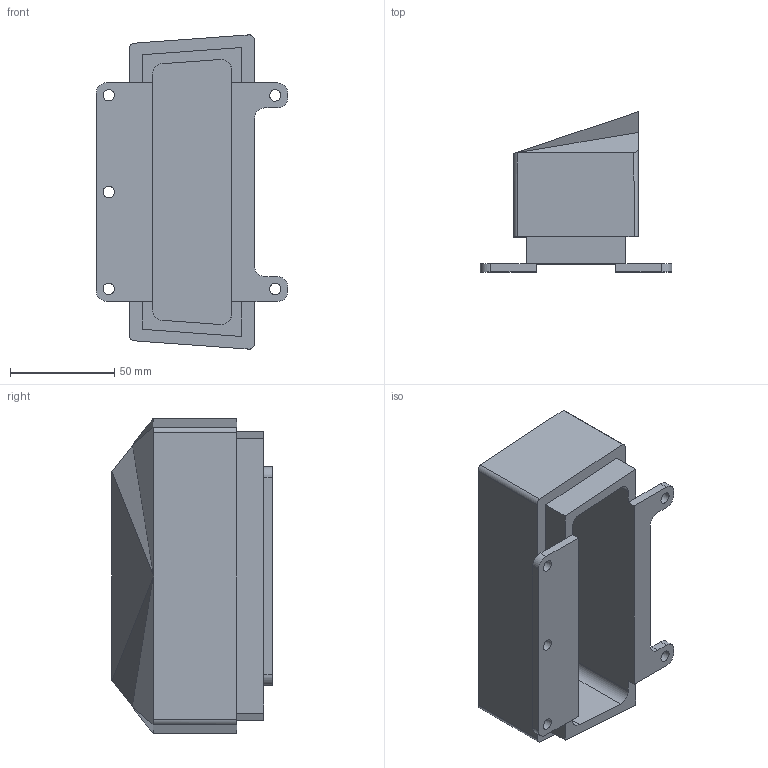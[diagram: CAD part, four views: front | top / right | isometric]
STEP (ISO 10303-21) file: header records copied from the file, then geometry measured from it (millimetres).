
FILE_DESCRIPTION( ( 'Unknown' ), '1' );
FILE_NAME( '搭块（S3.8.11400）.stp', 'Unknown', ( 'Unknown' ), ( 'Unknown' ), 'XStep 1.0', 'Unknown', ' ' );
FILE_SCHEMA( ( 'automotive_design' ) );
Length unit declared in the file: millimetre
Products named in the file (1): CANG_5499
Bounding box: 92.01 x 77.05 x 151.02 mm (x, y, z)
Volume: 300535.4 mm3; surface area: 65739.4 mm2
Topology: 1 solids, 1 shells, 58 faces, 156 edges, 101 vertices
Faces by surface type: plane 37, cylinder 21
Full cylindrical faces by diameter (mm): 5.5 x5
Entity records: 2287 total; most frequent: DIRECTION 313, CARTESIAN_POINT 311, ORIENTED_EDGE 302, EDGE_CURVE 151, LINE 107, VECTOR 107, AXIS2_PLACEMENT_3D 103, VERTEX_POINT 101
